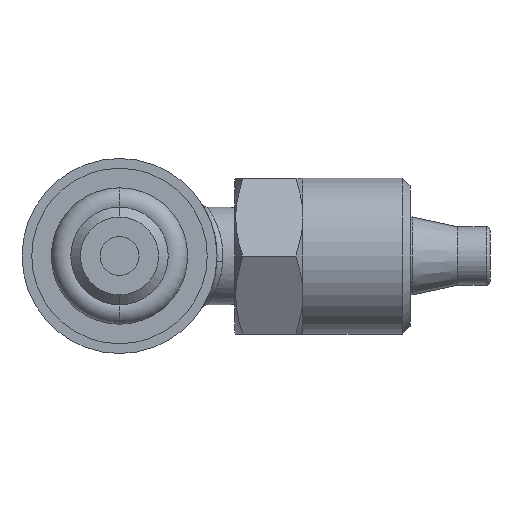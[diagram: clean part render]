
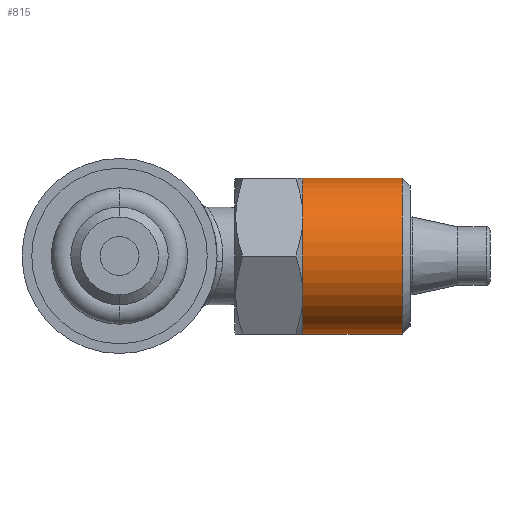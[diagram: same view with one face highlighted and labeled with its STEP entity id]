
A CAD part, front view. The second image highlights one B-rep face of the part: STEP entity #815.
In plain terms, the highlighted cylindrical face has radius 4 mm (diameter 8 mm), a partial arc.
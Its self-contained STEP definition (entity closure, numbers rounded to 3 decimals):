
#815 = ADVANCED_FACE ( 'NONE', ( #3368 ), #3376, .T. ) ;
#818 = ORIENTED_EDGE ( 'NONE', *, *, #847, .T. ) ;
#821 = EDGE_CURVE ( 'NONE', #829, #878, #3389, .T. ) ;
#824 = EDGE_CURVE ( 'NONE', #840, #837, #3386, .T. ) ;
#825 = ORIENTED_EDGE ( 'NONE', *, *, #827, .F. ) ;
#827 = EDGE_CURVE ( 'NONE', #854, #829, #3412, .T. ) ;
#828 = ORIENTED_EDGE ( 'NONE', *, *, #821, .F. ) ;
#829 = VERTEX_POINT ( 'NONE', #3424 ) ;
#834 = ORIENTED_EDGE ( 'NONE', *, *, #873, .T. ) ;
#837 = VERTEX_POINT ( 'NONE', #3423 ) ;
#839 = EDGE_LOOP ( 'NONE', ( #818, #834, #856, #886, #828, #825 ) ) ;
#840 = VERTEX_POINT ( 'NONE', #3416 ) ;
#847 = EDGE_CURVE ( 'NONE', #854, #875, #3660, .T. ) ;
#854 = VERTEX_POINT ( 'NONE', #3653 ) ;
#855 = EDGE_CURVE ( 'NONE', #878, #840, #3650, .T. ) ;
#856 = ORIENTED_EDGE ( 'NONE', *, *, #824, .F. ) ;
#873 = EDGE_CURVE ( 'NONE', #875, #837, #3700, .T. ) ;
#875 = VERTEX_POINT ( 'NONE', #3697 ) ;
#878 = VERTEX_POINT ( 'NONE', #3696 ) ;
#886 = ORIENTED_EDGE ( 'NONE', *, *, #855, .F. ) ;
#3368 = FACE_OUTER_BOUND ( 'NONE', #839, .T. ) ;
#3369 = DIRECTION ( 'NONE',  ( 0., 0., -1. ) ) ;
#3370 = DIRECTION ( 'NONE',  ( -1., 0., 0. ) ) ;
#3374 = CARTESIAN_POINT ( 'NONE',  ( 3.481, 12.5, 0. ) ) ;
#3375 = AXIS2_PLACEMENT_3D ( 'NONE', #3374, #3370, #3369 ) ;
#3376 = CYLINDRICAL_SURFACE ( 'NONE', #3375, 4. ) ;
#3385 = CARTESIAN_POINT ( 'NONE',  ( 9.4, 12.5, 0. ) ) ;
#3386 = CIRCLE ( 'NONE', #3393, 4. ) ;
#3387 = AXIS2_PLACEMENT_3D ( 'NONE', #3395, #3388, #3390 ) ;
#3388 = DIRECTION ( 'NONE',  ( -1., 0., 0. ) ) ;
#3389 = CIRCLE ( 'NONE', #3387, 4. ) ;
#3390 = DIRECTION ( 'NONE',  ( 0., 0., -1. ) ) ;
#3391 = DIRECTION ( 'NONE',  ( 0., 0., -1. ) ) ;
#3392 = DIRECTION ( 'NONE',  ( -1., 0., 0. ) ) ;
#3393 = AXIS2_PLACEMENT_3D ( 'NONE', #3385, #3392, #3391 ) ;
#3395 = CARTESIAN_POINT ( 'NONE',  ( 9.4, 12.5, 0. ) ) ;
#3409 = DIRECTION ( 'NONE',  ( -1., 0., 0. ) ) ;
#3410 = VECTOR ( 'NONE', #3409, 1000. ) ;
#3411 = CARTESIAN_POINT ( 'NONE',  ( 3.481, 12.5, -4. ) ) ;
#3412 = LINE ( 'NONE', #3411, #3410 ) ;
#3416 = CARTESIAN_POINT ( 'NONE',  ( 9.4, 9.036, 2. ) ) ;
#3423 = CARTESIAN_POINT ( 'NONE',  ( 9.4, 12.5, 4. ) ) ;
#3424 = CARTESIAN_POINT ( 'NONE',  ( 9.4, 12.5, -4. ) ) ;
#3648 = DIRECTION ( 'NONE',  ( -1., 0., 0. ) ) ;
#3650 = CIRCLE ( 'NONE', #3672, 4. ) ;
#3651 = DIRECTION ( 'NONE',  ( 0., 0., -1. ) ) ;
#3653 = CARTESIAN_POINT ( 'NONE',  ( 14.5, 12.5, -4. ) ) ;
#3660 = CIRCLE ( 'NONE', #3669, 4. ) ;
#3661 = DIRECTION ( 'NONE',  ( -1., 0., 0. ) ) ;
#3663 = DIRECTION ( 'NONE',  ( 0., 0., -1. ) ) ;
#3664 = CARTESIAN_POINT ( 'NONE',  ( 14.5, 12.5, 0. ) ) ;
#3669 = AXIS2_PLACEMENT_3D ( 'NONE', #3664, #3661, #3651 ) ;
#3671 = CARTESIAN_POINT ( 'NONE',  ( 9.4, 12.5, 0. ) ) ;
#3672 = AXIS2_PLACEMENT_3D ( 'NONE', #3671, #3648, #3663 ) ;
#3686 = CARTESIAN_POINT ( 'NONE',  ( 3.481, 12.5, 4. ) ) ;
#3696 = CARTESIAN_POINT ( 'NONE',  ( 9.4, 9.036, -2. ) ) ;
#3697 = CARTESIAN_POINT ( 'NONE',  ( 14.5, 12.5, 4. ) ) ;
#3700 = LINE ( 'NONE', #3686, #3711 ) ;
#3704 = DIRECTION ( 'NONE',  ( -1., 0., 0. ) ) ;
#3711 = VECTOR ( 'NONE', #3704, 1000. ) ;
